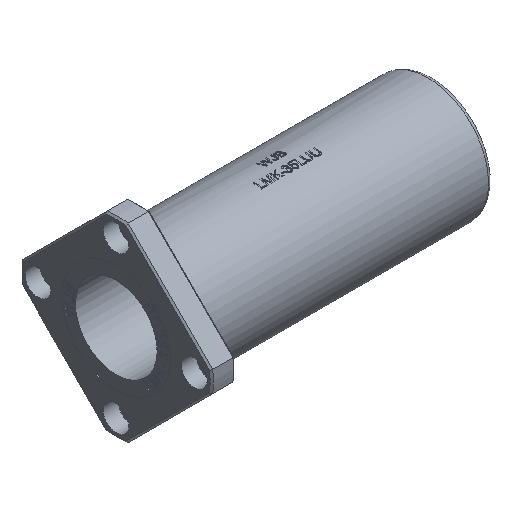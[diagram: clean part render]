
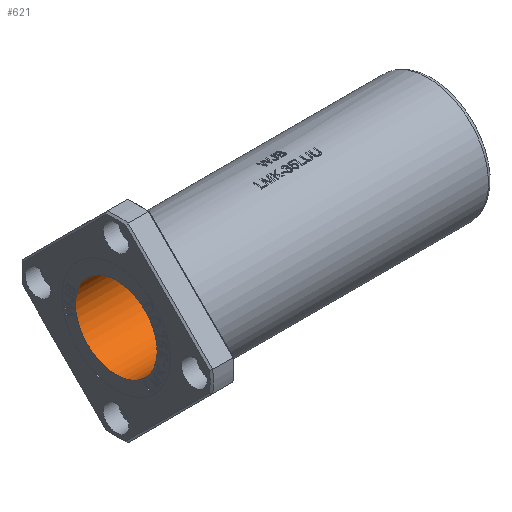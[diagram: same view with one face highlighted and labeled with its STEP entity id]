
A CAD part, isometric view. The second image highlights one B-rep face of the part: STEP entity #621.
In plain terms, the highlighted cylindrical face has radius 17.5 mm (diameter 35 mm), a full revolution.
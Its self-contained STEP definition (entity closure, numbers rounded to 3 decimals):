
#555=CYLINDRICAL_SURFACE('',#7153,17.5);
#621=ADVANCED_FACE('',(#1339,#1340),#555,.F.);
#1254=CIRCLE('',#7113,17.5);
#1339=FACE_BOUND('',#1438,.T.);
#1340=FACE_BOUND('',#1439,.T.);
#1438=EDGE_LOOP('',(#2659));
#1439=EDGE_LOOP('',(#2660,#2661));
#1936=B_SPLINE_CURVE_WITH_KNOTS('',3,(#10490,#10491,#10492,#10493,#10494,
#10495,#10496,#10497,#10498,#10499),.UNSPECIFIED.,.F.,.F.,(4,2,2,2,4),(0.,
0.25,0.5,0.75,1.),.UNSPECIFIED.);
#1937=B_SPLINE_CURVE_WITH_KNOTS('',3,(#10502,#10503,#10504,#10505,#10506,
#10507,#10508,#10509,#10510,#10511),.UNSPECIFIED.,.F.,.F.,(4,2,2,2,4),(0.,
0.25,0.5,0.75,1.),.UNSPECIFIED.);
#2659=ORIENTED_EDGE('',*,*,#5051,.F.);
#2660=ORIENTED_EDGE('',*,*,#5308,.F.);
#2661=ORIENTED_EDGE('',*,*,#5307,.F.);
#4372=VERTEX_POINT('',#8863);
#4628=VERTEX_POINT('',#10500);
#4629=VERTEX_POINT('',#10501);
#5051=EDGE_CURVE('',#4372,#4372,#1254,.T.);
#5307=EDGE_CURVE('',#4628,#4629,#1936,.T.);
#5308=EDGE_CURVE('',#4629,#4628,#1937,.T.);
#7113=AXIS2_PLACEMENT_3D('',#8862,#7487,#7488);
#7153=AXIS2_PLACEMENT_3D('',#10569,#7727,#7728);
#7487=DIRECTION('',(-1.,0.,0.));
#7488=DIRECTION('',(0.,0.,-1.));
#7727=DIRECTION('',(-1.,0.,0.));
#7728=DIRECTION('',(0.,0.,1.));
#8862=CARTESIAN_POINT('',(134.9,0.,0.));
#8863=CARTESIAN_POINT('',(134.9,0.,-17.5));
#10490=CARTESIAN_POINT('',(0.1,0.,-17.5));
#10491=CARTESIAN_POINT('',(0.1,4.597,-17.5));
#10492=CARTESIAN_POINT('',(0.1,9.125,-15.623));
#10493=CARTESIAN_POINT('',(0.1,15.623,-9.125));
#10494=CARTESIAN_POINT('',(0.1,17.5,-4.595));
#10495=CARTESIAN_POINT('',(0.1,17.5,4.595));
#10496=CARTESIAN_POINT('',(0.1,15.623,9.125));
#10497=CARTESIAN_POINT('',(0.1,9.125,15.623));
#10498=CARTESIAN_POINT('',(0.1,4.598,17.5));
#10499=CARTESIAN_POINT('',(0.1,0.,17.5));
#10500=CARTESIAN_POINT('',(0.1,0.,-17.5));
#10501=CARTESIAN_POINT('',(0.1,0.,17.5));
#10502=CARTESIAN_POINT('',(0.1,0.,17.5));
#10503=CARTESIAN_POINT('',(0.1,-4.597,17.5));
#10504=CARTESIAN_POINT('',(0.1,-9.125,15.623));
#10505=CARTESIAN_POINT('',(0.1,-15.623,9.125));
#10506=CARTESIAN_POINT('',(0.1,-17.5,4.595));
#10507=CARTESIAN_POINT('',(0.1,-17.5,-4.595));
#10508=CARTESIAN_POINT('',(0.1,-15.623,-9.125));
#10509=CARTESIAN_POINT('',(0.1,-9.125,-15.623));
#10510=CARTESIAN_POINT('',(0.1,-4.598,-17.5));
#10511=CARTESIAN_POINT('',(0.1,0.,-17.5));
#10569=CARTESIAN_POINT('',(69.9,0.,0.));
